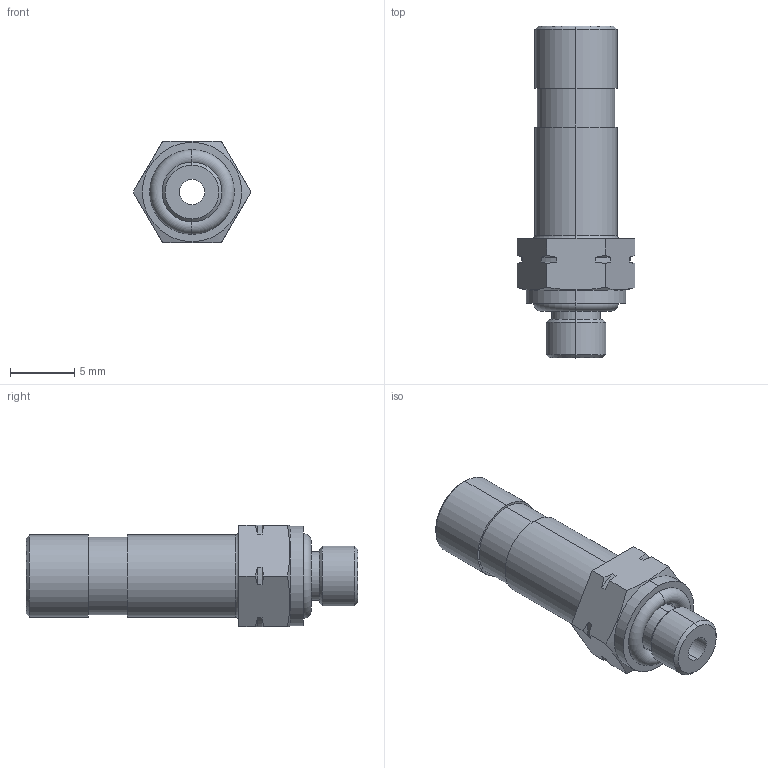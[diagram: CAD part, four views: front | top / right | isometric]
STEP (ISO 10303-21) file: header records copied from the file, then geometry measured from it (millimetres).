
FILE_DESCRIPTION (( 'STEP AP203' ), '1' );
FILE_NAME ('SA14-10N.step', '2016-02-15T19:54:59', ( '' ), ( '' ), 'SwSTEP 2.0', 'SolidWorks 2015', '' );
FILE_SCHEMA (( 'CONFIG_CONTROL_DESIGN' ));
Length unit declared in the file: millimetre
Products named in the file (1): SA14-10N
Bounding box: 9.12 x 25.75 x 7.9 mm (x, y, z)
Volume: 784.8 mm3; surface area: 852.4 mm2
Topology: 2 solids, 2 shells, 59 faces, 142 edges, 90 vertices
Faces by surface type: cylinder 20, cone 20, plane 13, torus 6
Entity records: 1845 total; most frequent: CARTESIAN_POINT 396, DIRECTION 288, ORIENTED_EDGE 284, EDGE_CURVE 142, AXIS2_PLACEMENT_3D 118, VERTEX_POINT 90, EDGE_LOOP 66, FACE_OUTER_BOUND 59
